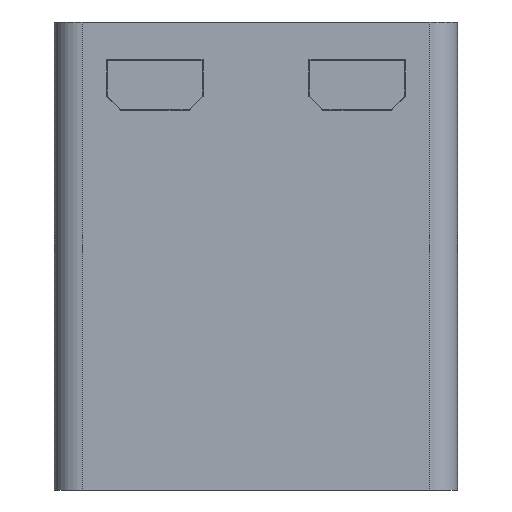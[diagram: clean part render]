
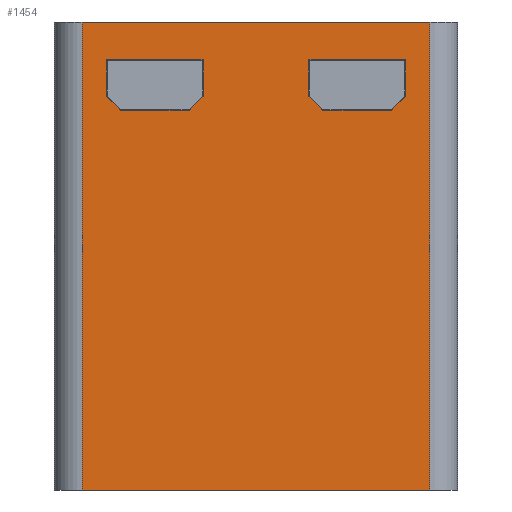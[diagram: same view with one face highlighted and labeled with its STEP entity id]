
A CAD part, left-side view. The second image highlights one B-rep face of the part: STEP entity #1454.
In plain terms, the highlighted planar face has unit normal (-1, 0, 0).
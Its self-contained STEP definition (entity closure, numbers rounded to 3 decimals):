
#42=FACE_BOUND('',#1999,.T.);
#43=FACE_BOUND('',#2000,.T.);
#44=FACE_BOUND('',#2001,.T.);
#1454=ADVANCED_FACE('',(#42,#43,#44),#1817,.T.);
#1817=PLANE('',#5237);
#1999=EDGE_LOOP('',(#2863,#2864,#2865,#2866,#2867,#2868));
#2000=EDGE_LOOP('',(#2869,#2870,#2871,#2872,#2873,#2874));
#2001=EDGE_LOOP('',(#2875,#2876,#2877,#2878));
#2863=ORIENTED_EDGE('',*,*,#4371,.T.);
#2864=ORIENTED_EDGE('',*,*,#4369,.T.);
#2865=ORIENTED_EDGE('',*,*,#4367,.T.);
#2866=ORIENTED_EDGE('',*,*,#4365,.F.);
#2867=ORIENTED_EDGE('',*,*,#4363,.T.);
#2868=ORIENTED_EDGE('',*,*,#4360,.T.);
#2869=ORIENTED_EDGE('',*,*,#4359,.T.);
#2870=ORIENTED_EDGE('',*,*,#4357,.T.);
#2871=ORIENTED_EDGE('',*,*,#4355,.T.);
#2872=ORIENTED_EDGE('',*,*,#4353,.F.);
#2873=ORIENTED_EDGE('',*,*,#4351,.T.);
#2874=ORIENTED_EDGE('',*,*,#4348,.T.);
#2875=ORIENTED_EDGE('',*,*,#4436,.T.);
#2876=ORIENTED_EDGE('',*,*,#4433,.T.);
#2877=ORIENTED_EDGE('',*,*,#4437,.T.);
#2878=ORIENTED_EDGE('',*,*,#4438,.T.);
#3858=VERTEX_POINT('',#7644);
#3859=VERTEX_POINT('',#7645);
#3860=VERTEX_POINT('',#7650);
#3861=VERTEX_POINT('',#7654);
#3862=VERTEX_POINT('',#7658);
#3863=VERTEX_POINT('',#7662);
#3864=VERTEX_POINT('',#7668);
#3865=VERTEX_POINT('',#7669);
#3866=VERTEX_POINT('',#7674);
#3867=VERTEX_POINT('',#7678);
#3868=VERTEX_POINT('',#7682);
#3869=VERTEX_POINT('',#7686);
#3913=VERTEX_POINT('',#7958);
#3915=VERTEX_POINT('',#7961);
#3917=VERTEX_POINT('',#7967);
#3918=VERTEX_POINT('',#7969);
#4348=EDGE_CURVE('',#3858,#3859,#4910,.T.);
#4351=EDGE_CURVE('',#3860,#3858,#4913,.T.);
#4353=EDGE_CURVE('',#3860,#3861,#4915,.T.);
#4355=EDGE_CURVE('',#3862,#3861,#4917,.T.);
#4357=EDGE_CURVE('',#3863,#3862,#4919,.T.);
#4359=EDGE_CURVE('',#3859,#3863,#4921,.T.);
#4360=EDGE_CURVE('',#3864,#3865,#4922,.T.);
#4363=EDGE_CURVE('',#3866,#3864,#4925,.T.);
#4365=EDGE_CURVE('',#3866,#3867,#4927,.T.);
#4367=EDGE_CURVE('',#3868,#3867,#4929,.T.);
#4369=EDGE_CURVE('',#3869,#3868,#4931,.T.);
#4371=EDGE_CURVE('',#3865,#3869,#4933,.T.);
#4433=EDGE_CURVE('',#3915,#3913,#4956,.T.);
#4436=EDGE_CURVE('',#3917,#3915,#4958,.T.);
#4437=EDGE_CURVE('',#3913,#3918,#4959,.T.);
#4438=EDGE_CURVE('',#3918,#3917,#4960,.T.);
#4910=LINE('',#7643,#5050);
#4913=LINE('',#7649,#5053);
#4915=LINE('',#7653,#5055);
#4917=LINE('',#7657,#5057);
#4919=LINE('',#7661,#5059);
#4921=LINE('',#7665,#5061);
#4922=LINE('',#7667,#5062);
#4925=LINE('',#7673,#5065);
#4927=LINE('',#7677,#5067);
#4929=LINE('',#7681,#5069);
#4931=LINE('',#7685,#5071);
#4933=LINE('',#7689,#5073);
#4956=LINE('',#7960,#5096);
#4958=LINE('',#7966,#5098);
#4959=LINE('',#7968,#5099);
#4960=LINE('',#7970,#5100);
#5050=VECTOR('',#5962,1.);
#5053=VECTOR('',#5967,1.);
#5055=VECTOR('',#5971,1.);
#5057=VECTOR('',#5975,1.);
#5059=VECTOR('',#5979,1.);
#5061=VECTOR('',#5983,1.);
#5062=VECTOR('',#5986,1.);
#5065=VECTOR('',#5991,1.);
#5067=VECTOR('',#5995,1.);
#5069=VECTOR('',#5999,1.);
#5071=VECTOR('',#6003,1.);
#5073=VECTOR('',#6007,1.);
#5096=VECTOR('',#6116,1.);
#5098=VECTOR('',#6122,1.);
#5099=VECTOR('',#6123,1.);
#5100=VECTOR('',#6124,1.);
#5237=AXIS2_PLACEMENT_3D('',#7971,#6125,#6126);
#5962=DIRECTION('',(0.,0.,1.));
#5967=DIRECTION('',(0.,0.707,0.707));
#5971=DIRECTION('',(0.,-1.,0.));
#5975=DIRECTION('',(0.,0.707,-0.707));
#5979=DIRECTION('',(0.,0.,-1.));
#5983=DIRECTION('',(0.,-1.,0.));
#5986=DIRECTION('',(0.,0.,1.));
#5991=DIRECTION('',(0.,0.707,0.707));
#5995=DIRECTION('',(0.,-1.,0.));
#5999=DIRECTION('',(0.,0.707,-0.707));
#6003=DIRECTION('',(0.,0.,-1.));
#6007=DIRECTION('',(0.,-1.,0.));
#6116=DIRECTION('',(0.,0.,-1.));
#6122=DIRECTION('',(0.,1.,0.));
#6123=DIRECTION('',(0.,-1.,0.));
#6124=DIRECTION('',(0.,0.,1.));
#6125=DIRECTION('',(-1.,0.,0.));
#6126=DIRECTION('',(0.,0.,-1.));
#7643=CARTESIAN_POINT('',(-15.15,-3.85,37.));
#7644=CARTESIAN_POINT('',(-15.15,-3.85,48.6));
#7645=CARTESIAN_POINT('',(-15.15,-3.85,51.25));
#7649=CARTESIAN_POINT('',(-15.15,-7.725,44.725));
#7650=CARTESIAN_POINT('',(-15.15,-4.85,47.6));
#7653=CARTESIAN_POINT('',(-15.15,0.,47.6));
#7654=CARTESIAN_POINT('',(-15.15,-9.85,47.6));
#7657=CARTESIAN_POINT('',(-15.15,0.375,37.375));
#7658=CARTESIAN_POINT('',(-15.15,-10.85,48.6));
#7661=CARTESIAN_POINT('',(-15.15,-10.85,37.));
#7662=CARTESIAN_POINT('',(-15.15,-10.85,51.25));
#7665=CARTESIAN_POINT('',(-15.15,0.,51.25));
#7667=CARTESIAN_POINT('',(-15.15,10.85,37.));
#7668=CARTESIAN_POINT('',(-15.15,10.85,48.6));
#7669=CARTESIAN_POINT('',(-15.15,10.85,51.25));
#7673=CARTESIAN_POINT('',(-15.15,-0.375,37.375));
#7674=CARTESIAN_POINT('',(-15.15,9.85,47.6));
#7677=CARTESIAN_POINT('',(-15.15,0.,47.6));
#7678=CARTESIAN_POINT('',(-15.15,4.85,47.6));
#7681=CARTESIAN_POINT('',(-15.15,7.725,44.725));
#7682=CARTESIAN_POINT('',(-15.15,3.85,48.6));
#7685=CARTESIAN_POINT('',(-15.15,3.85,37.));
#7686=CARTESIAN_POINT('',(-15.15,3.85,51.25));
#7689=CARTESIAN_POINT('',(-15.15,0.,51.25));
#7958=CARTESIAN_POINT('',(-15.15,12.629,20.));
#7960=CARTESIAN_POINT('',(-15.15,12.629,54.));
#7961=CARTESIAN_POINT('',(-15.15,12.629,54.));
#7966=CARTESIAN_POINT('',(-15.15,-12.56,54.));
#7967=CARTESIAN_POINT('',(-15.15,-12.629,54.));
#7968=CARTESIAN_POINT('',(-15.15,0.,20.));
#7969=CARTESIAN_POINT('',(-15.15,-12.629,20.));
#7970=CARTESIAN_POINT('',(-15.15,-12.629,54.));
#7971=CARTESIAN_POINT('',(-15.15,-14.675,54.));
